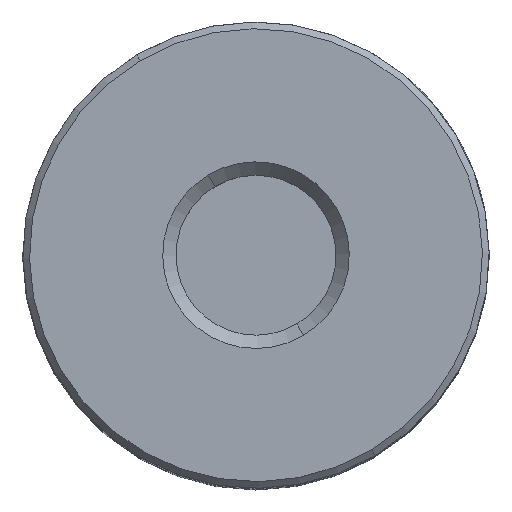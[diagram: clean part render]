
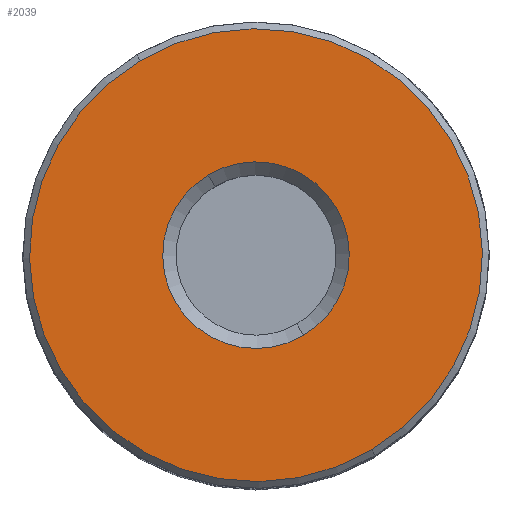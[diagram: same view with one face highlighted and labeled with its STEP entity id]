
A CAD part, top view. The second image highlights one B-rep face of the part: STEP entity #2039.
In plain terms, the highlighted face is planar.
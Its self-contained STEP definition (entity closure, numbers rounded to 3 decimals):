
#143 = EDGE_CURVE ( 'NONE', #506, #439, #1657, .T. ) ;
#401 = DIRECTION ( 'NONE',  ( 1., 0., 0. ) ) ;
#439 = VERTEX_POINT ( 'NONE', #2589 ) ;
#441 = DIRECTION ( 'NONE',  ( 0., 0., 1. ) ) ;
#506 = VERTEX_POINT ( 'NONE', #2602 ) ;
#540 = ORIENTED_EDGE ( 'NONE', *, *, #2831, .T. ) ;
#545 = DIRECTION ( 'NONE',  ( 0., 0., -1. ) ) ;
#667 = CARTESIAN_POINT ( 'NONE',  ( 0., 0., 0. ) ) ;
#841 = CIRCLE ( 'NONE', #1485, 16.99 ) ;
#925 = DIRECTION ( 'NONE',  ( 1., 0., 0. ) ) ;
#935 = ORIENTED_EDGE ( 'NONE', *, *, #1861, .T. ) ;
#1018 = FACE_OUTER_BOUND ( 'NONE', #1892, .T. ) ;
#1073 = CARTESIAN_POINT ( 'NONE',  ( -7., 0., 0. ) ) ;
#1130 = CIRCLE ( 'NONE', #2869, 7. ) ;
#1167 = FACE_BOUND ( 'NONE', #1597, .T. ) ;
#1176 = DIRECTION ( 'NONE',  ( 0., 0., 1. ) ) ;
#1202 = DIRECTION ( 'NONE',  ( 1., 0., 0. ) ) ;
#1229 = EDGE_CURVE ( 'NONE', #2664, #2764, #1401, .T. ) ;
#1258 = ORIENTED_EDGE ( 'NONE', *, *, #1229, .T. ) ;
#1401 = CIRCLE ( 'NONE', #2056, 7. ) ;
#1485 = AXIS2_PLACEMENT_3D ( 'NONE', #2432, #2877, #1202 ) ;
#1535 = CARTESIAN_POINT ( 'NONE',  ( 0., 0., 0. ) ) ;
#1559 = PLANE ( 'NONE',  #2404 ) ;
#1597 = EDGE_LOOP ( 'NONE', ( #1258, #540 ) ) ;
#1657 = CIRCLE ( 'NONE', #1932, 16.99 ) ;
#1660 = CARTESIAN_POINT ( 'NONE',  ( 0., 0., 0. ) ) ;
#1839 = DIRECTION ( 'NONE',  ( 0., 0., 1. ) ) ;
#1861 = EDGE_CURVE ( 'NONE', #439, #506, #841, .T. ) ;
#1892 = EDGE_LOOP ( 'NONE', ( #935, #2348 ) ) ;
#1902 = DIRECTION ( 'NONE',  ( 1., 0., 0. ) ) ;
#1932 = AXIS2_PLACEMENT_3D ( 'NONE', #2922, #545, #2226 ) ;
#2039 = ADVANCED_FACE ( 'NONE', ( #1167, #1018 ), #1559, .F. ) ;
#2056 = AXIS2_PLACEMENT_3D ( 'NONE', #1660, #1176, #1902 ) ;
#2226 = DIRECTION ( 'NONE',  ( 1., 0., 0. ) ) ;
#2348 = ORIENTED_EDGE ( 'NONE', *, *, #143, .T. ) ;
#2404 = AXIS2_PLACEMENT_3D ( 'NONE', #1535, #1839, #401 ) ;
#2432 = CARTESIAN_POINT ( 'NONE',  ( 0., 0., 0. ) ) ;
#2589 = CARTESIAN_POINT ( 'NONE',  ( 16.99, 0., 0. ) ) ;
#2602 = CARTESIAN_POINT ( 'NONE',  ( -16.99, 0., 0. ) ) ;
#2664 = VERTEX_POINT ( 'NONE', #1073 ) ;
#2722 = CARTESIAN_POINT ( 'NONE',  ( 7., 0., 0. ) ) ;
#2764 = VERTEX_POINT ( 'NONE', #2722 ) ;
#2831 = EDGE_CURVE ( 'NONE', #2764, #2664, #1130, .T. ) ;
#2869 = AXIS2_PLACEMENT_3D ( 'NONE', #667, #441, #925 ) ;
#2877 = DIRECTION ( 'NONE',  ( 0., 0., -1. ) ) ;
#2922 = CARTESIAN_POINT ( 'NONE',  ( 0., 0., 0. ) ) ;
